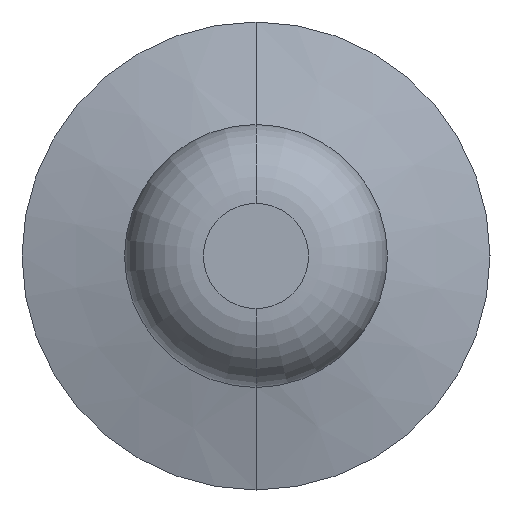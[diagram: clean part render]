
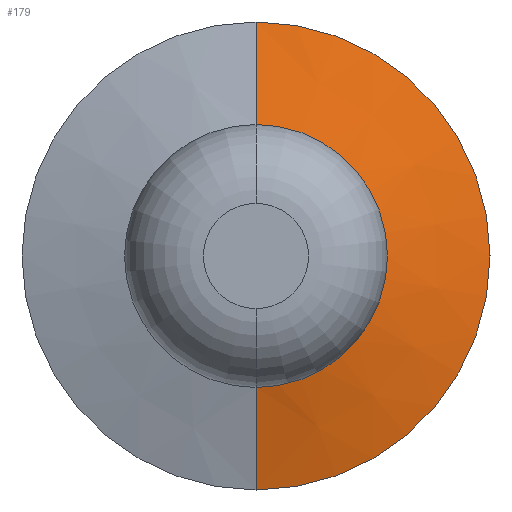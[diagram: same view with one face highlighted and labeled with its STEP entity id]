
A CAD part, front view. The second image highlights one B-rep face of the part: STEP entity #179.
In plain terms, the highlighted conical face has half-angle 75 degrees and reference radius 1.25 mm.
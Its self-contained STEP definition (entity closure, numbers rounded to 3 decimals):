
#57 = EDGE_CURVE ( 'NONE', #623, #258, #403, .T. ) ;
#66 = CARTESIAN_POINT ( 'NONE',  ( 0., -9.749, 2.225 ) ) ;
#74 = CARTESIAN_POINT ( 'NONE',  ( 0., -10.01, 0. ) ) ;
#84 = VERTEX_POINT ( 'NONE', #837 ) ;
#143 = CARTESIAN_POINT ( 'NONE',  ( 0., -10.01, 0. ) ) ;
#157 = DIRECTION ( 'NONE',  ( 0., 0., 1. ) ) ;
#179 = ADVANCED_FACE ( 'NONE', ( #273 ), #618, .T. ) ;
#186 = AXIS2_PLACEMENT_3D ( 'NONE', #74, #588, #157 ) ;
#196 = VERTEX_POINT ( 'NONE', #66 ) ;
#197 = EDGE_CURVE ( 'NONE', #196, #258, #448, .T. ) ;
#211 = DIRECTION ( 'NONE',  ( 0., 1., 0. ) ) ;
#258 = VERTEX_POINT ( 'NONE', #667 ) ;
#267 = DIRECTION ( 'NONE',  ( 0., 0.259, 0.966 ) ) ;
#273 = FACE_OUTER_BOUND ( 'NONE', #904, .T. ) ;
#291 = CARTESIAN_POINT ( 'NONE',  ( 0., -9.749, 0. ) ) ;
#320 = CARTESIAN_POINT ( 'NONE',  ( 0., -10.01, -1.25 ) ) ;
#343 = CARTESIAN_POINT ( 'NONE',  ( 0., -10.01, 1.25 ) ) ;
#349 = ORIENTED_EDGE ( 'NONE', *, *, #779, .T. ) ;
#364 = DIRECTION ( 'NONE',  ( 0., 0., 1. ) ) ;
#402 = EDGE_CURVE ( 'NONE', #84, #196, #832, .T. ) ;
#403 = LINE ( 'NONE', #635, #459 ) ;
#448 = CIRCLE ( 'NONE', #751, 2.225 ) ;
#459 = VECTOR ( 'NONE', #839, 1000. ) ;
#501 = CIRCLE ( 'NONE', #186, 1.25 ) ;
#553 = ORIENTED_EDGE ( 'NONE', *, *, #402, .F. ) ;
#588 = DIRECTION ( 'NONE',  ( 0., 1., 0. ) ) ;
#618 = CONICAL_SURFACE ( 'NONE', #698, 1.25, 1.309 ) ;
#623 = VERTEX_POINT ( 'NONE', #320 ) ;
#627 = ORIENTED_EDGE ( 'NONE', *, *, #57, .T. ) ;
#635 = CARTESIAN_POINT ( 'NONE',  ( 0., -10.01, -1.25 ) ) ;
#667 = CARTESIAN_POINT ( 'NONE',  ( 0., -9.749, -2.225 ) ) ;
#698 = AXIS2_PLACEMENT_3D ( 'NONE', #143, #211, #781 ) ;
#746 = ORIENTED_EDGE ( 'NONE', *, *, #197, .F. ) ;
#751 = AXIS2_PLACEMENT_3D ( 'NONE', #291, #792, #364 ) ;
#779 = EDGE_CURVE ( 'NONE', #84, #623, #501, .T. ) ;
#781 = DIRECTION ( 'NONE',  ( 0., 0., 1. ) ) ;
#792 = DIRECTION ( 'NONE',  ( 0., 1., 0. ) ) ;
#832 = LINE ( 'NONE', #343, #849 ) ;
#837 = CARTESIAN_POINT ( 'NONE',  ( 0., -10.01, 1.25 ) ) ;
#839 = DIRECTION ( 'NONE',  ( 0., 0.259, -0.966 ) ) ;
#849 = VECTOR ( 'NONE', #267, 1000. ) ;
#904 = EDGE_LOOP ( 'NONE', ( #349, #627, #746, #553 ) ) ;
